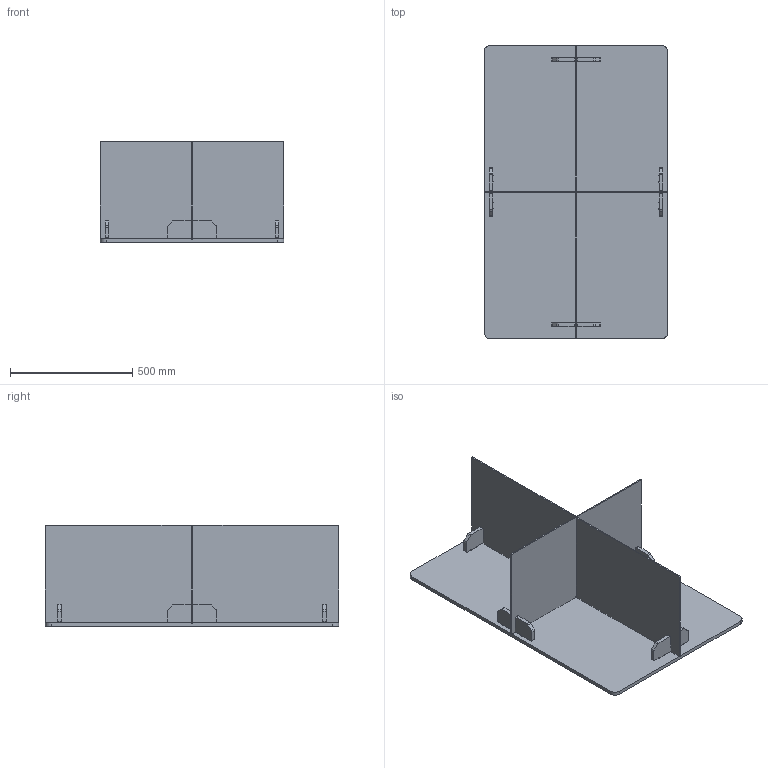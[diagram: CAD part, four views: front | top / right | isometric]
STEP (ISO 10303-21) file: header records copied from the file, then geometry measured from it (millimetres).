
FILE_DESCRIPTION(/* description */ (''),/* implementation_level */ '2;1');
FILE_NAME(/* name */ 'SEPARA~1',/* time_stamp */ '2020-05-18T09:58:18-04:00',/* author */ (''),/* organization */ (''),/* preprocessor_version */ 'ST-DEVELOPER v16.5',/* originating_system */ '',/* authorisation */ '');
FILE_SCHEMA (('AUTOMOTIVE_DESIGN'));
Length unit declared in the file: millimetre
Products named in the file (5): Document; Acrilico Corto; VESTO_CONECTOR_1; Cubierta VESTO; Acrilico Largo
Assembly tree (7 placements, depth 2):
  Document
    Acrilico Corto
    VESTO_CONECTOR_1  x4
    Cubierta VESTO
    Acrilico Largo
Bounding box: 750 x 1200 x 413.25 mm (x, y, z)
Volume: 18222494.7 mm3; surface area: 3608311.2 mm2
Topology: 7 solids, 7 shells, 278 faces, 792 edges, 528 vertices
Faces by surface type: plane 142, bspline 136
Entity records: 5409 total; most frequent: CARTESIAN_POINT 2690, ORIENTED_EDGE 828, EDGE_CURVE 414, B_SPLINE_CURVE_WITH_KNOTS 286, VERTEX_POINT 276, EDGE_LOOP 162, ADVANCED_FACE 146, FACE_OUTER_BOUND 146
